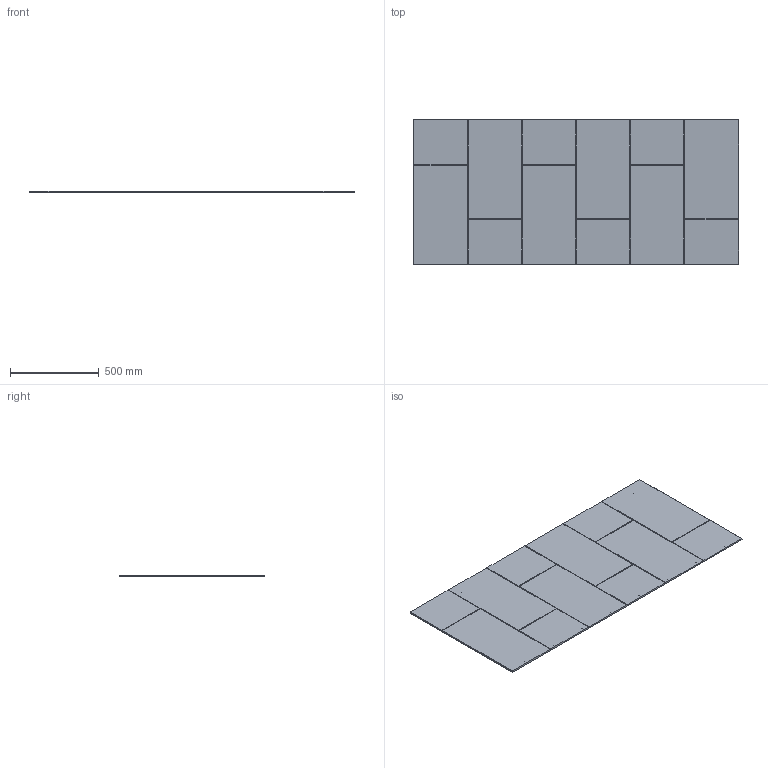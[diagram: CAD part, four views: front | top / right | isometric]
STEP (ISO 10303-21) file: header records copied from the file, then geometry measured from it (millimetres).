
FILE_DESCRIPTION (( 'STEP AP203' ), '1' );
FILE_NAME ('TSMK7232 - TSMK3272.STEP', '2021-10-28T13:42:49', ( '' ), ( '' ), 'SwSTEP 2.0', 'SolidWorks 2020', '' );
FILE_SCHEMA (( 'CONFIG_CONTROL_DESIGN' ));
Length unit declared in the file: millimetre
Products named in the file (1): TSMK7232 - TSMK3272
Bounding box: 1828.8 x 812.8 x 9.53 mm (x, y, z)
Volume: 14129336.3 mm3; surface area: 3027784.5 mm2
Topology: 1 solids, 1 shells, 323 faces, 825 edges, 522 vertices
Faces by surface type: plane 132, cylinder 103, bspline 46, torus 36, cone 4, sphere 2
Entity records: 14177 total; most frequent: CARTESIAN_POINT 6816, ORIENTED_EDGE 1650, DIRECTION 1297, EDGE_CURVE 825, VERTEX_POINT 522, AXIS2_PLACEMENT_3D 464, LINE 369, VECTOR 369
